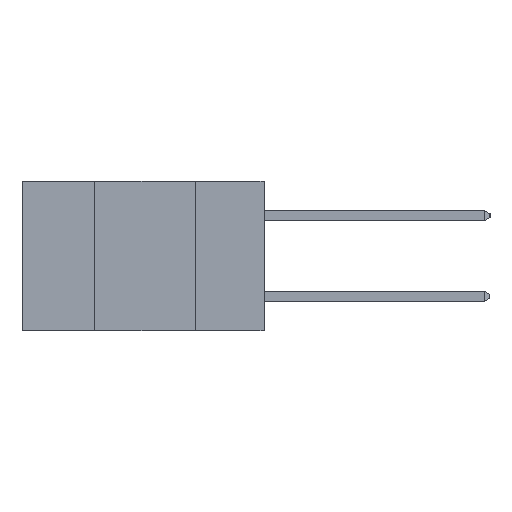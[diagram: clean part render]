
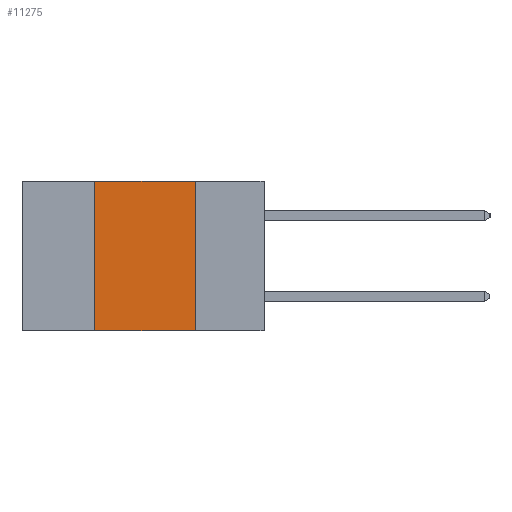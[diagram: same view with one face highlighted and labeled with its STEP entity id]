
A CAD part, left-side view. The second image highlights one B-rep face of the part: STEP entity #11275.
In plain terms, the highlighted planar face has unit normal (-1, 0, 0).
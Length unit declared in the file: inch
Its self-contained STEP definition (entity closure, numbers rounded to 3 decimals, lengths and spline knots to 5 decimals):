
#539 = CARTESIAN_POINT ( 'NONE',  ( 0., 0.6, -0.37 ) ) ;
#738 = CARTESIAN_POINT ( 'NONE',  ( 0., 0.6, 0. ) ) ;
#884 = CARTESIAN_POINT ( 'NONE',  ( 0., 0.17, -0.37 ) ) ;
#1548 = EDGE_CURVE ( 'NONE', #12032, #4506, #9189, .T. ) ;
#2113 = AXIS2_PLACEMENT_3D ( 'NONE', #738, #21265, #2248 ) ;
#2248 = DIRECTION ( 'NONE',  ( 0., 0., -1. ) ) ;
#2479 = DIRECTION ( 'NONE',  ( 0., -1., 0. ) ) ;
#2551 = VERTEX_POINT ( 'NONE', #11892 ) ;
#3138 = CARTESIAN_POINT ( 'NONE',  ( 0., 0.17, -0.37 ) ) ;
#4506 = VERTEX_POINT ( 'NONE', #884 ) ;
#5650 = DIRECTION ( 'NONE',  ( 0., 0., 1. ) ) ;
#7985 = VECTOR ( 'NONE', #2479, 39.37008 ) ;
#9189 = LINE ( 'NONE', #3138, #19648 ) ;
#9314 = VECTOR ( 'NONE', #19681, 39.37008 ) ;
#11189 = FACE_OUTER_BOUND ( 'NONE', #13491, .T. ) ;
#11205 = ORIENTED_EDGE ( 'NONE', *, *, #15479, .F. ) ;
#11275 = ADVANCED_FACE ( 'NONE', ( #11189 ), #19605, .F. ) ;
#11892 = CARTESIAN_POINT ( 'NONE',  ( 0., 0.42, -0.37 ) ) ;
#12032 = VERTEX_POINT ( 'NONE', #14218 ) ;
#12694 = LINE ( 'NONE', #23150, #7985 ) ;
#13491 = EDGE_LOOP ( 'NONE', ( #22040, #11205, #15947, #20843 ) ) ;
#14218 = CARTESIAN_POINT ( 'NONE',  ( 0., 0.17, 0. ) ) ;
#15479 = EDGE_CURVE ( 'NONE', #18117, #12032, #12694, .T. ) ;
#15829 = EDGE_CURVE ( 'NONE', #2551, #18117, #22183, .T. ) ;
#15947 = ORIENTED_EDGE ( 'NONE', *, *, #15829, .F. ) ;
#16006 = CARTESIAN_POINT ( 'NONE',  ( 0., 0.42, -0.37 ) ) ;
#16123 = EDGE_CURVE ( 'NONE', #2551, #4506, #17211, .T. ) ;
#17211 = LINE ( 'NONE', #539, #9314 ) ;
#18117 = VERTEX_POINT ( 'NONE', #24205 ) ;
#19461 = VECTOR ( 'NONE', #5650, 39.37008 ) ;
#19605 = PLANE ( 'NONE',  #2113 ) ;
#19648 = VECTOR ( 'NONE', #24498, 39.37008 ) ;
#19681 = DIRECTION ( 'NONE',  ( 0., -1., 0. ) ) ;
#20843 = ORIENTED_EDGE ( 'NONE', *, *, #16123, .T. ) ;
#21265 = DIRECTION ( 'NONE',  ( 1., 0., 0. ) ) ;
#22040 = ORIENTED_EDGE ( 'NONE', *, *, #1548, .F. ) ;
#22183 = LINE ( 'NONE', #16006, #19461 ) ;
#23150 = CARTESIAN_POINT ( 'NONE',  ( 0., 0.6, 0. ) ) ;
#24205 = CARTESIAN_POINT ( 'NONE',  ( 0., 0.42, 0. ) ) ;
#24498 = DIRECTION ( 'NONE',  ( 0., 0., -1. ) ) ;
